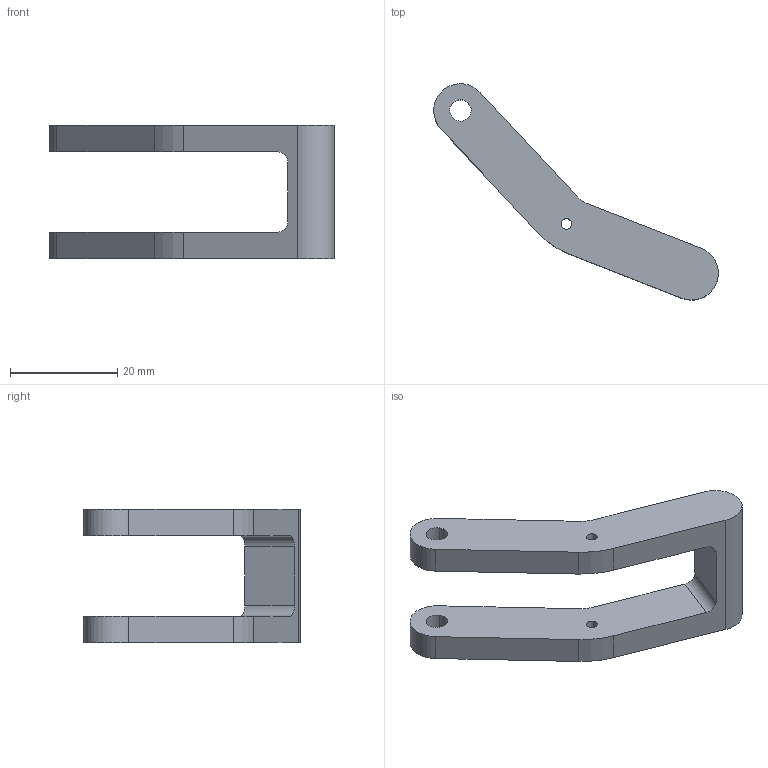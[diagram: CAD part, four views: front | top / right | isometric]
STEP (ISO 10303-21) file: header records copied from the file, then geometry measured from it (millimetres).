
FILE_DESCRIPTION(('CATIA V5 STEP Exchange'),'2;1');
FILE_NAME('Patte verrou position ski - 07 - Forme 2.stp','2019-07-25T13:55:11+00:00',('none'),('none'),'CATIA Version 5 Release 21 GA (IN-10)','CATIA V5 STEP AP203','none');
FILE_SCHEMA(('CONFIG_CONTROL_DESIGN'));
Length unit declared in the file: millimetre
Products named in the file (1): Patte verrou position ski - 07 - Forme 2
Bounding box: 53.18 x 40.41 x 25 mm (x, y, z)
Volume: 6943 mm3; surface area: 4312.4 mm2
Topology: 1 solids, 1 shells, 28 faces, 78 edges, 52 vertices
Faces by surface type: cylinder 17, plane 11
Entity records: 895 total; most frequent: ORIENTED_EDGE 156, CARTESIAN_POINT 150, DIRECTION 116, EDGE_CURVE 78, AXIS2_PLACEMENT_3D 54, VERTEX_POINT 52, VECTOR 44, LINE 44
